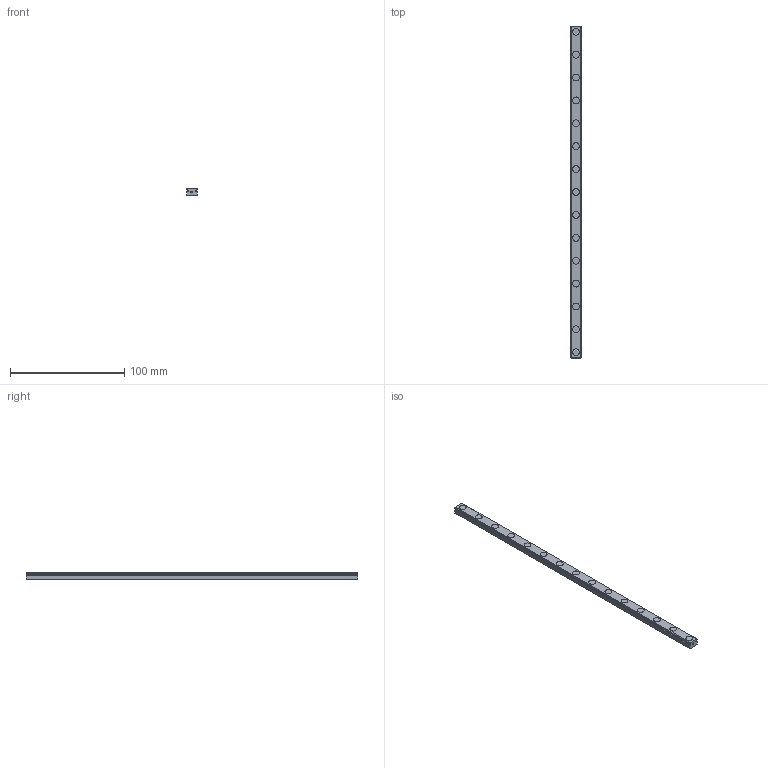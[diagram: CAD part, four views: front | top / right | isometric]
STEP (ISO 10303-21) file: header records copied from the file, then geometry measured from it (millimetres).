
FILE_DESCRIPTION(('STEP AP214'),'1');
FILE_NAME('cctmp_1BFA5F79-FC70-4934-9F93-D58754B79A6A_2021_02_18_14_06_58_0038..stp','2021-02-18T13:06:58',('HIWIN GmbH'),('CADClick - www.CADClick.com'),'Spatial InterOp 3D',' ','unknown authorization');
FILE_SCHEMA(('AUTOMOTIVE_DESIGN'));
Length unit declared in the file: millimetre
Products named in the file (1): MGNR09R290CM_FILE
Bounding box: 9 x 290 x 6.5 mm (x, y, z)
Volume: 14289.6 mm3; surface area: 11880.1 mm2
Topology: 1 solids, 1 shells, 230 faces, 537 edges, 358 vertices
Faces by surface type: plane 124, cylinder 106
Entity records: 8497 total; most frequent: DIRECTION 1211, CARTESIAN_POINT 1126, ORIENTED_EDGE 1074, EDGE_CURVE 537, AXIS2_PLACEMENT_3D 443, VERTEX_POINT 358, LINE 325, VECTOR 325
